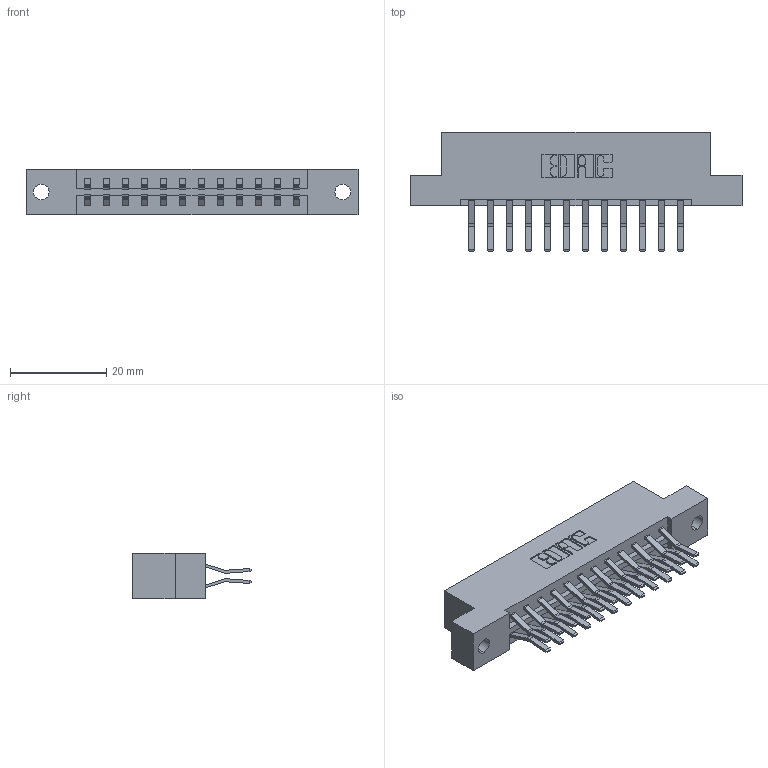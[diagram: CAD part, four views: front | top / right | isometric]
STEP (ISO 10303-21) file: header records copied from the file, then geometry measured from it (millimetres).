
FILE_DESCRIPTION (( 'STEP AP203' ), '1' );
FILE_NAME ('333-024-560-202.STEP', '2018-08-02T11:49:39', ( '' ), ( '' ), 'SwSTEP 2.0', 'SolidWorks 2016', '' );
FILE_SCHEMA (( 'CONFIG_CONTROL_DESIGN' ));
Length unit declared in the file: inch
Products named in the file (3): 333 Part_Flush - .128 Dia; 345-292-001_560 Tail; 333-024-560-202
Assembly tree (25 placements, depth 2):
  333-024-560-202
    333 Part_Flush - .128 Dia
    345-292-001_560 Tail  x24
Bounding box: 69.09 x 24.78 x 9.4 mm (x, y, z)
Volume: 6893.6 mm3; surface area: 8003 mm2
Topology: 25 solids, 25 shells, 1410 faces, 4175 edges, 2750 vertices
Faces by surface type: plane 934, cylinder 476
Entity records: 11691 total; most frequent: CARTESIAN_POINT 1974, ORIENTED_EDGE 1910, DIRECTION 1743, EDGE_CURVE 955, LINE 823, VECTOR 823, VERTEX_POINT 634, AXIS2_PLACEMENT_3D 460
